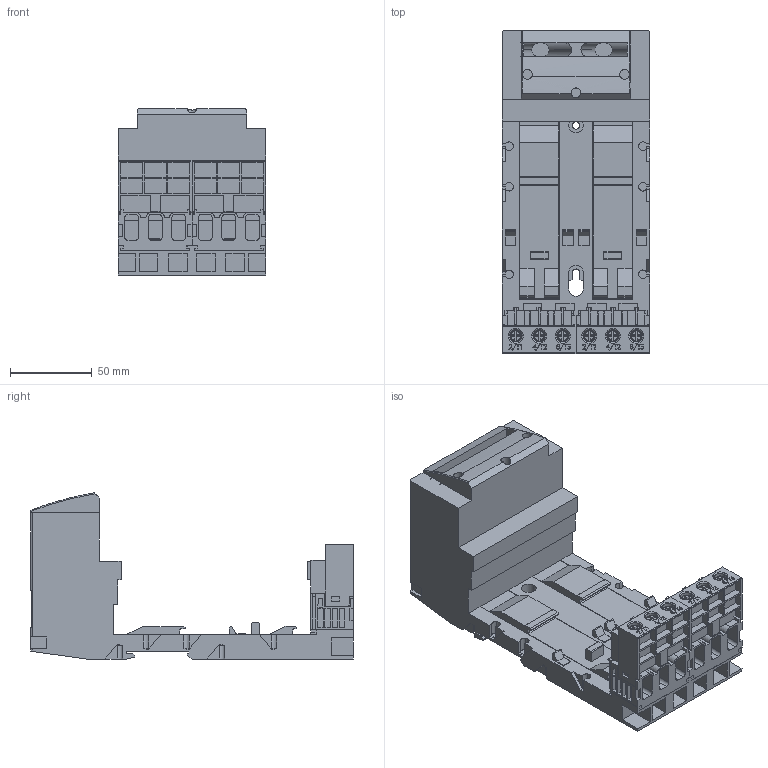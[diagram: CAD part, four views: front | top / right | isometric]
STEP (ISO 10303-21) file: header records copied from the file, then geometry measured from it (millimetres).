
FILE_DESCRIPTION(('STEP AP214'),'1');
FILE_NAME('cctmp_8CBA1CA4-BA5A-4FDD-A7F3-123F30AEE24B_2023_07_18_13_13_30_0696..stp','2023-07-18T11:13:32',('SIEMENS A&D'),('CADClick - www.CADClick.com'),'Spatial InterOp 3D postprocessed',' ','unknown authorization');
FILE_SCHEMA(('AUTOMOTIVE_DESIGN'));
Length unit declared in the file: millimetre
Products named in the file (14): cc_unnamed; 2023_07_18_13_13_30_0618; 2023_07_18_13_13_30_0587; 2023_07_18_13_13_30_0556; 2023_07_18_13_13_30_0525; 2023_07_18_13_13_30_0493; 2023_07_18_13_13_30_0462; 2023_07_18_13_13_30_0431; 2023_07_18_13_13_30_0400; 2023_07_18_13_13_30_0368; 2023_07_18_13_13_30_0337; 2023_07_18_13_13_30_0320; 2023_07_18_13_13_30_0289; 2023_07_18_13_13_30_0258
Assembly tree (13 placements, depth 2):
  cc_unnamed
    2023_07_18_13_13_30_0618
    2023_07_18_13_13_30_0587
    2023_07_18_13_13_30_0556
    2023_07_18_13_13_30_0525
    2023_07_18_13_13_30_0493
    2023_07_18_13_13_30_0462
    2023_07_18_13_13_30_0431
    2023_07_18_13_13_30_0400
    2023_07_18_13_13_30_0368
    2023_07_18_13_13_30_0337
    2023_07_18_13_13_30_0320
    2023_07_18_13_13_30_0289
    2023_07_18_13_13_30_0258
Bounding box: 90 x 197.5 x 101.58 mm (x, y, z)
Volume: 509788.8 mm3; surface area: 177404.1 mm2
Topology: 13 solids, 13 shells, 1756 faces, 4848 edges, 3190 vertices
Faces by surface type: plane 1485, cylinder 161, cone 60, torus 38, revolution 12
Entity records: 93622 total; most frequent: CARTESIAN_POINT 10578, STYLED_ITEM 9807, PRESENTATION_STYLE_ASSIGNMENT 9807, ORIENTED_EDGE 9704, DIRECTION 8790, EDGE_CURVE 4848, CURVE_STYLE 4848, DRAUGHTING_PRE_DEFINED_CURVE_FONT 4848
